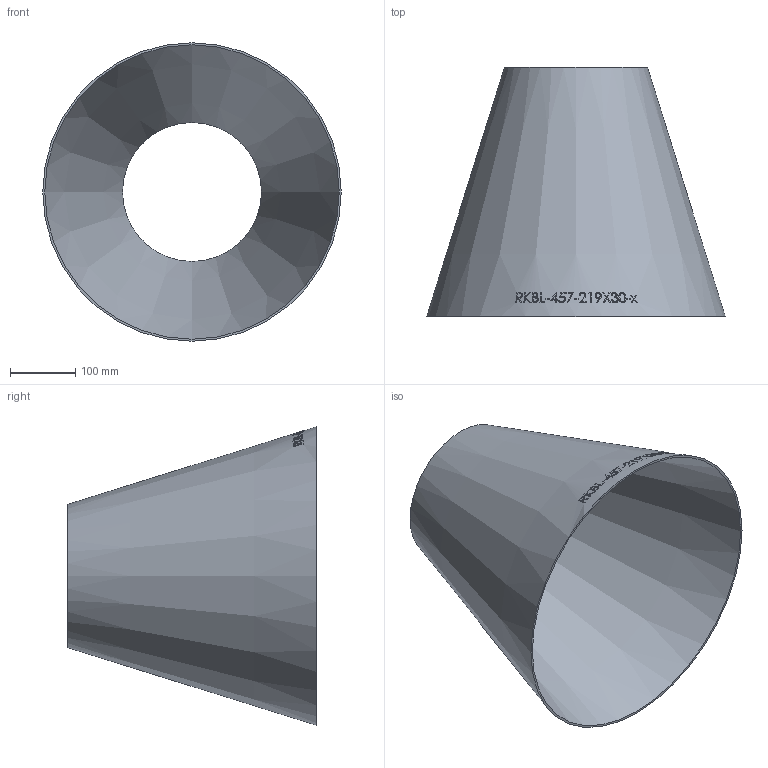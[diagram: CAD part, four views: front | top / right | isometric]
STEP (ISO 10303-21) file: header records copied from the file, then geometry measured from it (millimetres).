
FILE_DESCRIPTION (( 'STEP AP214' ), '1' );
FILE_NAME ('RKBL-457-219X30-x Reduzierung aus Blech 2006.STEP', '2020-06-05T09:42:14', ( '' ), ( '' ), 'SwSTEP 2.0', 'SolidWorks 2019', '' );
FILE_SCHEMA (( 'AUTOMOTIVE_DESIGN' ));
Length unit declared in the file: millimetre
Products named in the file (1): RKBL-457-219X30-x Reduzierung aus Blech 2006
Bounding box: 457.2 x 381 x 457.2 mm (x, y, z)
Volume: 1258442.6 mm3; surface area: 846831.2 mm2
Topology: 1 solids, 1 shells, 203 faces, 534 edges, 356 vertices
Faces by surface type: bspline 176, cone 25, plane 2
Entity records: 30420 total; most frequent: CARTESIAN_POINT 24813, ORIENTED_EDGE 1064, EDGE_CURVE 532, B_SPLINE_CURVE_WITH_KNOTS 528, VERTEX_POINT 356, EDGE_LOOP 230, ADVANCED_FACE 203, FACE_OUTER_BOUND 203
